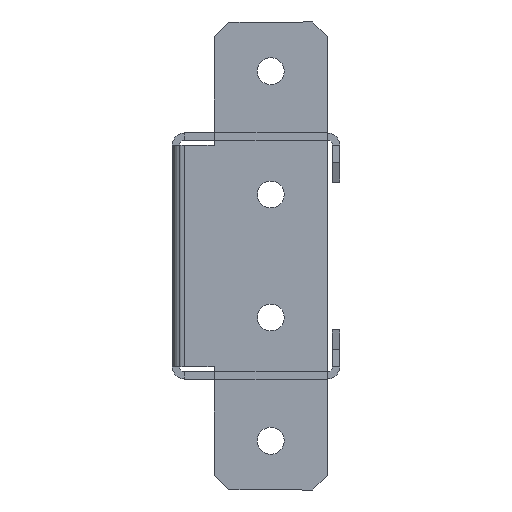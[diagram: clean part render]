
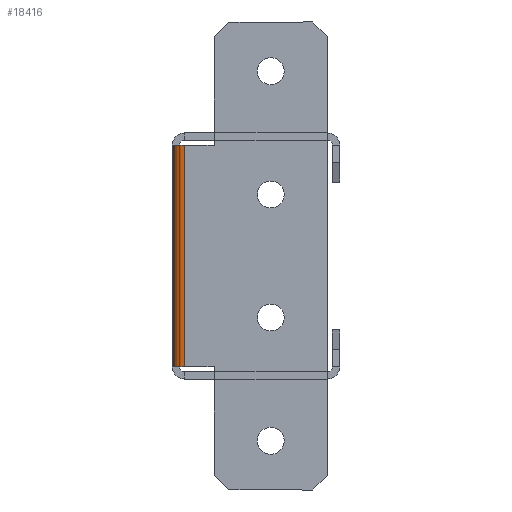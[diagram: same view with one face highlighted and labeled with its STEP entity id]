
A CAD part, left-side view. The second image highlights one B-rep face of the part: STEP entity #18416.
In plain terms, the highlighted cylindrical face has radius 2.5 mm (diameter 5 mm), a partial arc.
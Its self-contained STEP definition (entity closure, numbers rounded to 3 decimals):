
#2923 = CARTESIAN_POINT ( 'NONE',  ( -1047., 0., -22.5 ) ) ;
#3681 = FACE_OUTER_BOUND ( 'NONE', #45956, .T. ) ;
#6777 = ORIENTED_EDGE ( 'NONE', *, *, #42687, .T. ) ;
#6874 = CIRCLE ( 'NONE', #31209, 2.5 ) ;
#18163 = LINE ( 'NONE', #42631, #40796 ) ;
#18416 = ADVANCED_FACE ( 'NONE', ( #3681 ), #28143, .T. ) ;
#23353 = ORIENTED_EDGE ( 'NONE', *, *, #70073, .F. ) ;
#23547 = VERTEX_POINT ( 'NONE', #52518 ) ;
#27134 = CARTESIAN_POINT ( 'NONE',  ( -1047., -2.5, 22.5 ) ) ;
#28143 = CYLINDRICAL_SURFACE ( 'NONE', #78788, 2.5 ) ;
#28148 = ORIENTED_EDGE ( 'NONE', *, *, #76172, .F. ) ;
#28857 = VECTOR ( 'NONE', #38074, 1000. ) ;
#31209 = AXIS2_PLACEMENT_3D ( 'NONE', #27134, #38769, #62463 ) ;
#32177 = DIRECTION ( 'NONE',  ( 0., 0., -1. ) ) ;
#35549 = ORIENTED_EDGE ( 'NONE', *, *, #61903, .T. ) ;
#38074 = DIRECTION ( 'NONE',  ( 0., 0., 1. ) ) ;
#38769 = DIRECTION ( 'NONE',  ( 0., 0., 1. ) ) ;
#39247 = LINE ( 'NONE', #44485, #28857 ) ;
#40544 = VERTEX_POINT ( 'NONE', #52441 ) ;
#40796 = VECTOR ( 'NONE', #55044, 1000. ) ;
#41382 = DIRECTION ( 'NONE',  ( -1., 0., 0. ) ) ;
#42631 = CARTESIAN_POINT ( 'NONE',  ( -1047., 0., 22.5 ) ) ;
#42687 = EDGE_CURVE ( 'NONE', #40544, #51902, #18163, .T. ) ;
#44485 = CARTESIAN_POINT ( 'NONE',  ( -1049.5, -2.5, 22.5 ) ) ;
#44814 = CIRCLE ( 'NONE', #53805, 2.5 ) ;
#45956 = EDGE_LOOP ( 'NONE', ( #6777, #28148, #35549, #23353 ) ) ;
#47390 = CARTESIAN_POINT ( 'NONE',  ( -1047., -2.5, -22.5 ) ) ;
#51902 = VERTEX_POINT ( 'NONE', #2923 ) ;
#52441 = CARTESIAN_POINT ( 'NONE',  ( -1047., 0., 22.5 ) ) ;
#52518 = CARTESIAN_POINT ( 'NONE',  ( -1049.5, -2.5, -22.5 ) ) ;
#52610 = DIRECTION ( 'NONE',  ( 0., 0., -1. ) ) ;
#53805 = AXIS2_PLACEMENT_3D ( 'NONE', #75116, #32177, #57423 ) ;
#55044 = DIRECTION ( 'NONE',  ( 0., 0., -1. ) ) ;
#57423 = DIRECTION ( 'NONE',  ( -1., 0., 0. ) ) ;
#61291 = CARTESIAN_POINT ( 'NONE',  ( -1049.5, -2.5, 22.5 ) ) ;
#61903 = EDGE_CURVE ( 'NONE', #23547, #72906, #39247, .T. ) ;
#62463 = DIRECTION ( 'NONE',  ( -1., 0., 0. ) ) ;
#70073 = EDGE_CURVE ( 'NONE', #40544, #72906, #6874, .T. ) ;
#72906 = VERTEX_POINT ( 'NONE', #61291 ) ;
#75116 = CARTESIAN_POINT ( 'NONE',  ( -1047., -2.5, -22.5 ) ) ;
#76172 = EDGE_CURVE ( 'NONE', #23547, #51902, #44814, .T. ) ;
#78788 = AXIS2_PLACEMENT_3D ( 'NONE', #47390, #52610, #41382 ) ;
